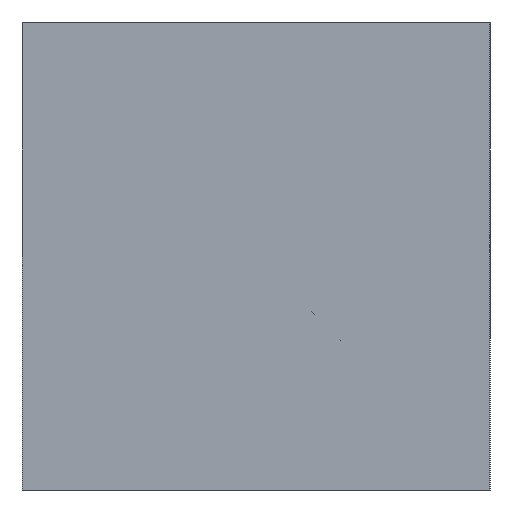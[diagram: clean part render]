
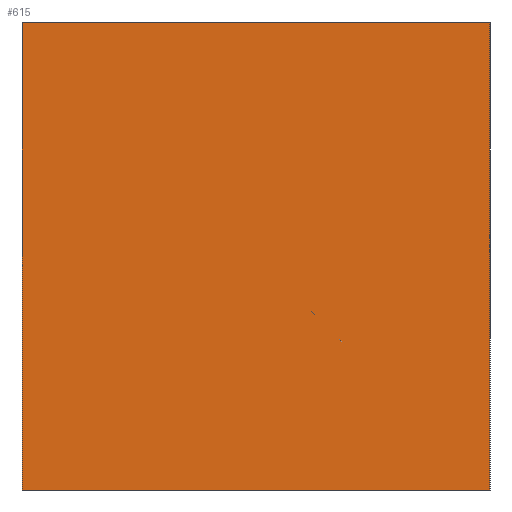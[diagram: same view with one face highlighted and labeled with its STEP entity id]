
A CAD part, left-side view. The second image highlights one B-rep face of the part: STEP entity #615.
In plain terms, the highlighted planar face has unit normal (-1, 0, 0).
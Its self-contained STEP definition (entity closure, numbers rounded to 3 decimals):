
#9 = CARTESIAN_POINT ( 'NONE',  ( -12.5, -5., 5. ) ) ;
#39 = VERTEX_POINT ( 'NONE', #169 ) ;
#77 = VECTOR ( 'NONE', #183, 1000. ) ;
#88 = CARTESIAN_POINT ( 'NONE',  ( -12.5, -5., 5. ) ) ;
#114 = ORIENTED_EDGE ( 'NONE', *, *, #288, .F. ) ;
#134 = AXIS2_PLACEMENT_3D ( 'NONE', #9, #468, #416 ) ;
#159 = EDGE_LOOP ( 'NONE', ( #188, #114, #583, #538 ) ) ;
#169 = CARTESIAN_POINT ( 'NONE',  ( -12.5, -5., -5. ) ) ;
#183 = DIRECTION ( 'NONE',  ( 0., 0., -1. ) ) ;
#188 = ORIENTED_EDGE ( 'NONE', *, *, #551, .F. ) ;
#288 = EDGE_CURVE ( 'NONE', #310, #39, #463, .T. ) ;
#297 = EDGE_CURVE ( 'NONE', #421, #356, #434, .T. ) ;
#299 = LINE ( 'NONE', #349, #535 ) ;
#300 = DIRECTION ( 'NONE',  ( 0., 1., 0. ) ) ;
#310 = VERTEX_POINT ( 'NONE', #88 ) ;
#349 = CARTESIAN_POINT ( 'NONE',  ( -12.5, -5., 5. ) ) ;
#356 = VERTEX_POINT ( 'NONE', #488 ) ;
#377 = VECTOR ( 'NONE', #401, 1000. ) ;
#382 = CARTESIAN_POINT ( 'NONE',  ( -12.5, 5., 5. ) ) ;
#384 = DIRECTION ( 'NONE',  ( 0., 0., -1. ) ) ;
#401 = DIRECTION ( 'NONE',  ( 0., 1., 0. ) ) ;
#416 = DIRECTION ( 'NONE',  ( 0., 0., 1. ) ) ;
#421 = VERTEX_POINT ( 'NONE', #536 ) ;
#434 = LINE ( 'NONE', #382, #484 ) ;
#463 = LINE ( 'NONE', #634, #77 ) ;
#467 = PLANE ( 'NONE',  #134 ) ;
#468 = DIRECTION ( 'NONE',  ( -1., 0., 0. ) ) ;
#484 = VECTOR ( 'NONE', #384, 1000. ) ;
#488 = CARTESIAN_POINT ( 'NONE',  ( -12.5, 5., -5. ) ) ;
#535 = VECTOR ( 'NONE', #300, 1000. ) ;
#536 = CARTESIAN_POINT ( 'NONE',  ( -12.5, 5., 5. ) ) ;
#538 = ORIENTED_EDGE ( 'NONE', *, *, #297, .T. ) ;
#542 = EDGE_CURVE ( 'NONE', #310, #421, #299, .T. ) ;
#551 = EDGE_CURVE ( 'NONE', #39, #356, #579, .T. ) ;
#579 = LINE ( 'NONE', #644, #377 ) ;
#583 = ORIENTED_EDGE ( 'NONE', *, *, #542, .T. ) ;
#615 = ADVANCED_FACE ( 'NONE', ( #625 ), #467, .T. ) ;
#625 = FACE_OUTER_BOUND ( 'NONE', #159, .T. ) ;
#634 = CARTESIAN_POINT ( 'NONE',  ( -12.5, -5., 5. ) ) ;
#644 = CARTESIAN_POINT ( 'NONE',  ( -12.5, -5., -5. ) ) ;
